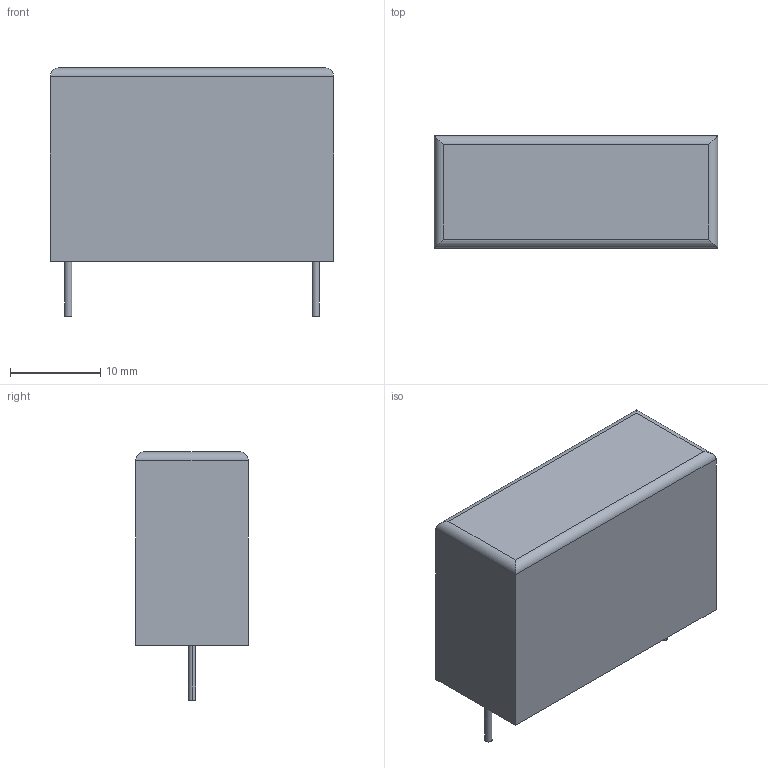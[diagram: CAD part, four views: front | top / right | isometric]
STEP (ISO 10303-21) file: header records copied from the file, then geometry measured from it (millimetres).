
FILE_DESCRIPTION(('CATIA V5 STEP'),'2;1');
FILE_NAME('B32774D0205.stp','2018-08-02T06:38:24+00:00',('none'),('none'),'CATIA Version 5 Release 20 GA (IN-10)','CATIA V5 STEP AP214','none');
FILE_SCHEMA(('AUTOMOTIVE_DESIGN { 1 0 10303 214 1 1 1 1 }'));
Length unit declared in the file: millimetre
Products named in the file (1): Part1
Bounding box: 31.5 x 12.5 x 27.6 mm (x, y, z)
Volume: 8453.3 mm3; surface area: 2671.8 mm2
Topology: 1 solids, 1 shells, 16 faces, 36 edges, 25 vertices
Faces by surface type: cylinder 8, plane 8
Entity records: 560 total; most frequent: CARTESIAN_POINT 122, ORIENTED_EDGE 64, DIRECTION 58, EDGE_CURVE 32, VECTOR 24, LINE 24, AXIS2_PLACEMENT_3D 22, VERTEX_POINT 20
